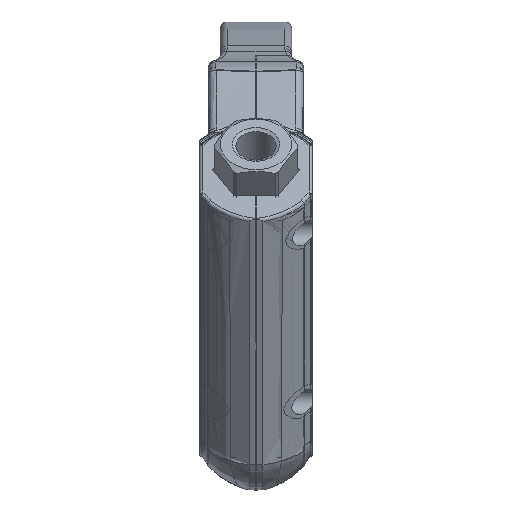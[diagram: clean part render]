
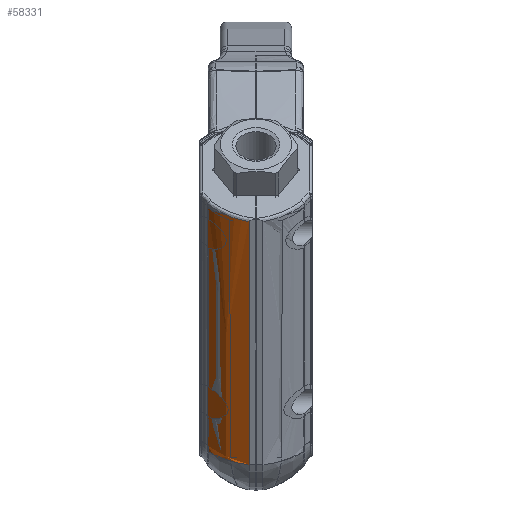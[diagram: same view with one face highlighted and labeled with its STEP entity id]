
A CAD part, top view. The second image highlights one B-rep face of the part: STEP entity #58331.
In plain terms, the highlighted free-form (B-spline) face has degree [3, 3] with [4, 6] control points.
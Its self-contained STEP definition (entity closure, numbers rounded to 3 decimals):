
#835=(
BOUNDED_SURFACE()
B_SPLINE_SURFACE(3,3,((#89400,#89401,#89402,#89403,#89404,#89405),(#89406,
#89407,#89408,#89409,#89410,#89411),(#89412,#89413,#89414,#89415,#89416,
#89417),(#89418,#89419,#89420,#89421,#89422,#89423)),
 .SURF_OF_LINEAR_EXTRUSION.,.F.,.F.,.F.)
B_SPLINE_SURFACE_WITH_KNOTS((4,4),(4,2,4),(0.048,0.873),
(-0.002,0.,0.816),.UNSPECIFIED.)
GEOMETRIC_REPRESENTATION_ITEM()
RATIONAL_B_SPLINE_SURFACE(((0.99,0.99,0.99,
0.99,0.99,0.99),(0.933,
0.933,0.933,0.933,0.933,
0.933),(0.928,0.928,0.928,0.928,
0.928,0.928),(0.975,0.975,0.975,
0.975,0.975,0.975)))
REPRESENTATION_ITEM('')
SURFACE()
);
#1401=LINE('',#88508,#4783);
#4783=VECTOR('',#67740,1000.);
#7740=ELLIPSE('',#62383,18.5,14.545);
#8614=B_SPLINE_CURVE_WITH_KNOTS('',3,(#88622,#88623,#88624,#88625),
 .UNSPECIFIED.,.F.,.F.,(4,4),(0.,0.002),
 .UNSPECIFIED.);
#8617=B_SPLINE_CURVE_WITH_KNOTS('',3,(#88643,#88644,#88645,#88646),
 .UNSPECIFIED.,.F.,.F.,(4,4),(0.,0.079),.UNSPECIFIED.);
#8640=B_SPLINE_CURVE_WITH_KNOTS('',3,(#89373,#89374,#89375,#89376,#89377),
 .UNSPECIFIED.,.F.,.F.,(4,1,4),(0.002,0.009,
0.016),.UNSPECIFIED.);
#8642=B_SPLINE_CURVE_WITH_KNOTS('',3,(#89424,#89425,#89426,#89427),
 .UNSPECIFIED.,.F.,.F.,(4,4),(0.,1.),.UNSPECIFIED.);
#15772=ORIENTED_EDGE('',*,*,#32586,.T.);
#15773=ORIENTED_EDGE('',*,*,#32690,.T.);
#15774=ORIENTED_EDGE('',*,*,#32688,.F.);
#15775=ORIENTED_EDGE('',*,*,#32627,.T.);
#15776=ORIENTED_EDGE('',*,*,#32621,.T.);
#15777=ORIENTED_EDGE('',*,*,#32687,.F.);
#32586=EDGE_CURVE('',#41221,#41223,#1401,.T.);
#32621=EDGE_CURVE('',#41249,#41250,#8614,.T.);
#32627=EDGE_CURVE('',#41253,#41249,#8617,.T.);
#32687=EDGE_CURVE('',#41221,#41250,#8640,.T.);
#32688=EDGE_CURVE('',#41253,#41290,#7740,.F.);
#32690=EDGE_CURVE('',#41223,#41290,#8642,.T.);
#41221=VERTEX_POINT('',#88487);
#41223=VERTEX_POINT('',#88507);
#41249=VERTEX_POINT('',#88626);
#41250=VERTEX_POINT('',#88627);
#41253=VERTEX_POINT('',#88647);
#41290=VERTEX_POINT('',#89395);
#47999=EDGE_LOOP('',(#15772,#15773,#15774,#15775,#15776,#15777));
#52080=FACE_BOUND('',#47999,.T.);
#58331=ADVANCED_FACE('',(#52080),#835,.T.);
#62383=AXIS2_PLACEMENT_3D('',#89394,#67885,#67886);
#67740=DIRECTION('',(0.956,0.,-0.294));
#67885=DIRECTION('',(-0.956,0.,0.294));
#67886=DIRECTION('',(-0.172,0.812,-0.558));
#88487=CARTESIAN_POINT('',(-78.481,2.053,43.556));
#88507=CARTESIAN_POINT('',(-1.187,2.053,19.774));
#88508=CARTESIAN_POINT('',(-39.573,2.053,31.585));
#88622=CARTESIAN_POINT('',(-78.217,14.298,35.825));
#88623=CARTESIAN_POINT('',(-78.854,14.299,36.02));
#88624=CARTESIAN_POINT('',(-79.472,14.257,36.259));
#88625=CARTESIAN_POINT('',(-80.085,14.205,36.51));
#88626=CARTESIAN_POINT('',(-78.217,14.298,35.825));
#88627=CARTESIAN_POINT('',(-80.085,14.205,36.51));
#88643=CARTESIAN_POINT('',(-2.592,14.199,12.673));
#88644=CARTESIAN_POINT('',(-27.798,14.227,20.396));
#88645=CARTESIAN_POINT('',(-53.006,14.259,28.115));
#88646=CARTESIAN_POINT('',(-78.217,14.298,35.825));
#88647=CARTESIAN_POINT('',(-2.592,14.199,12.673));
#89373=CARTESIAN_POINT('',(-78.481,2.053,43.556));
#89374=CARTESIAN_POINT('',(-78.598,4.386,43.062));
#89375=CARTESIAN_POINT('',(-79.019,8.883,41.279));
#89376=CARTESIAN_POINT('',(-79.704,12.613,38.275));
#89377=CARTESIAN_POINT('',(-80.085,14.205,36.51));
#89394=CARTESIAN_POINT('',(-5.05,1.886,4.682));
#89395=CARTESIAN_POINT('',(-1.22,8.507,17.13));
#89400=CARTESIAN_POINT('',(-80.841,14.353,36.565));
#89401=CARTESIAN_POINT('',(-80.777,14.353,36.546));
#89402=CARTESIAN_POINT('',(-80.714,14.353,36.526));
#89403=CARTESIAN_POINT('',(-54.648,14.353,28.506));
#89404=CARTESIAN_POINT('',(-28.645,14.353,20.506));
#89405=CARTESIAN_POINT('',(-2.643,14.353,12.506));
#89406=CARTESIAN_POINT('',(-79.739,11.103,40.148));
#89407=CARTESIAN_POINT('',(-79.675,11.103,40.128));
#89408=CARTESIAN_POINT('',(-79.611,11.103,40.109));
#89409=CARTESIAN_POINT('',(-53.545,11.103,32.089));
#89410=CARTESIAN_POINT('',(-27.543,11.103,24.088));
#89411=CARTESIAN_POINT('',(-1.541,11.103,16.088));
#89412=CARTESIAN_POINT('',(-78.974,6.78,42.635));
#89413=CARTESIAN_POINT('',(-78.91,6.78,42.615));
#89414=CARTESIAN_POINT('',(-78.846,6.78,42.595));
#89415=CARTESIAN_POINT('',(-52.78,6.78,34.575));
#89416=CARTESIAN_POINT('',(-26.778,6.78,26.575));
#89417=CARTESIAN_POINT('',(-0.776,6.78,18.575));
#89418=CARTESIAN_POINT('',(-78.672,2.053,43.615));
#89419=CARTESIAN_POINT('',(-78.608,2.053,43.595));
#89420=CARTESIAN_POINT('',(-78.545,2.053,43.576));
#89421=CARTESIAN_POINT('',(-52.479,2.053,35.556));
#89422=CARTESIAN_POINT('',(-26.476,2.053,27.555));
#89423=CARTESIAN_POINT('',(-0.474,2.053,19.555));
#89424=CARTESIAN_POINT('',(-1.187,2.053,19.774));
#89425=CARTESIAN_POINT('',(-1.194,4.347,19.256));
#89426=CARTESIAN_POINT('',(-1.206,6.521,18.339));
#89427=CARTESIAN_POINT('',(-1.22,8.507,17.13));
